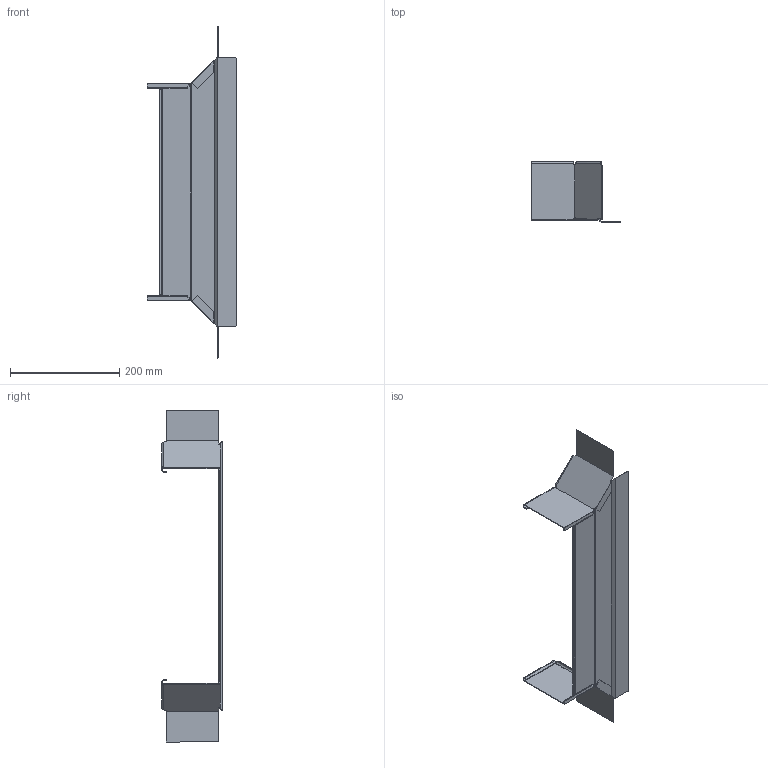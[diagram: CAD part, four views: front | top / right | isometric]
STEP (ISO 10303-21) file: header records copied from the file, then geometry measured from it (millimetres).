
FILE_DESCRIPTION (( 'STEP AP214' ), '1' );
FILE_NAME ('6042351.STEP', '2025-03-12T14:25:10', ( '' ), ( '' ), 'SwSTEP 2.0', 'SolidWorks 2024', '' );
FILE_SCHEMA (( 'AUTOMOTIVE_DESIGN' ));
Length unit declared in the file: millimetre
Products named in the file (4): 180291_110 L; 6042351; 167752_400; 180291_110 R
Assembly tree (3 placements, depth 2):
  6042351
    167752_400
    180291_110 L
    180291_110 R
Bounding box: 163.29 x 111.25 x 608.16 mm (x, y, z)
Volume: 122625.4 mm3; surface area: 224262.8 mm2
Topology: 3 solids, 3 shells, 160 faces, 424 edges, 270 vertices
Faces by surface type: plane 106, cylinder 30, bspline 24
Entity records: 5794 total; most frequent: CARTESIAN_POINT 2015, ORIENTED_EDGE 848, DIRECTION 624, EDGE_CURVE 424, VERTEX_POINT 270, VECTOR 248, LINE 248, AXIS2_PLACEMENT_3D 188
